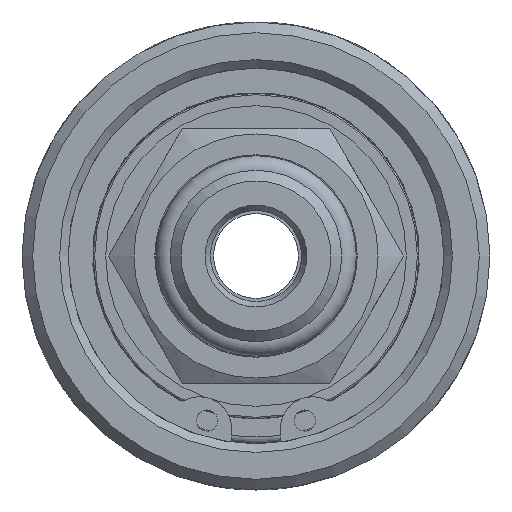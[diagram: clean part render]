
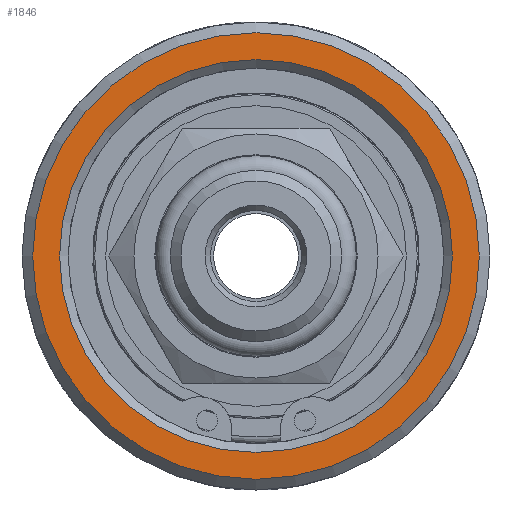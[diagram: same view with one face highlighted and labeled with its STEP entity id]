
A CAD part, left-side view. The second image highlights one B-rep face of the part: STEP entity #1846.
In plain terms, the highlighted planar face has unit normal (-1, 0, 0).
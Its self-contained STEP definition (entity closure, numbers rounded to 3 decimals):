
#1796=CARTESIAN_POINT('',(29.8,0.,-18.34));
#1797=VERTEX_POINT('',#1796);
#1798=CARTESIAN_POINT('',(29.8,0.0,0.0));
#1799=DIRECTION('',(-1.0,0.0,0.0));
#1800=DIRECTION('',(0.0,0.0,1.0));
#1801=AXIS2_PLACEMENT_3D('',#1798,#1799,#1800);
#1802=CIRCLE('',#1801,18.34);
#1803=EDGE_CURVE('',#1797,#1797,#1802,.T.);
#1827=CARTESIAN_POINT('',(29.8,0.0,0.0));
#1828=DIRECTION('',(-1.0,0.0,0.0));
#1829=DIRECTION('',(0.0,0.0,-1.0));
#1830=AXIS2_PLACEMENT_3D('',#1827,#1828,#1829);
#1831=PLANE('',#1830);
#1832=CARTESIAN_POINT('',(29.8,-20.85,0.));
#1833=VERTEX_POINT('',#1832);
#1834=CARTESIAN_POINT('',(29.8,0.0,0.0));
#1835=DIRECTION('',(1.0,0.0,0.0));
#1836=DIRECTION('',(0.0,1.0,0.0));
#1837=AXIS2_PLACEMENT_3D('',#1834,#1835,#1836);
#1838=CIRCLE('',#1837,20.85);
#1839=EDGE_CURVE('',#1833,#1833,#1838,.T.);
#1840=ORIENTED_EDGE('',*,*,#1839,.F.);
#1841=EDGE_LOOP('',(#1840));
#1842=FACE_OUTER_BOUND('',#1841,.T.);
#1843=ORIENTED_EDGE('',*,*,#1803,.F.);
#1844=EDGE_LOOP('',(#1843));
#1845=FACE_BOUND('',#1844,.T.);
#1846=ADVANCED_FACE('',(#1842,#1845),#1831,.T.);
